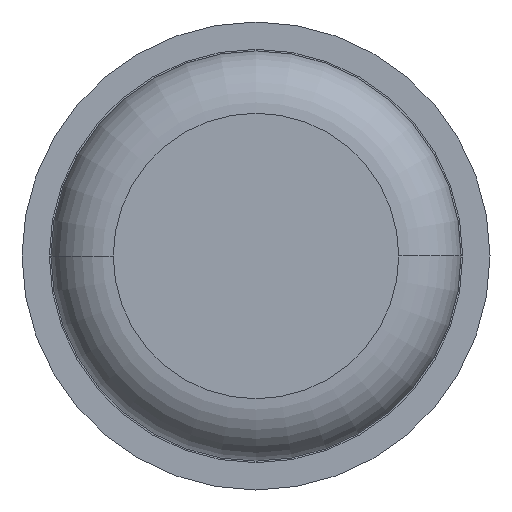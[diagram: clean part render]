
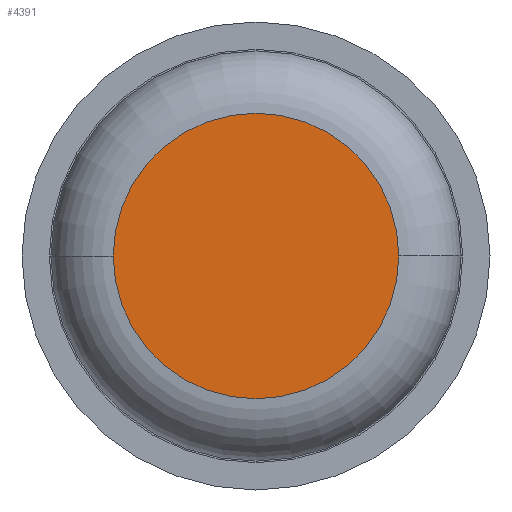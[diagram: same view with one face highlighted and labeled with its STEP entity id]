
A CAD part, front view. The second image highlights one B-rep face of the part: STEP entity #4391.
In plain terms, the highlighted planar face has unit normal (0, -1, 0).
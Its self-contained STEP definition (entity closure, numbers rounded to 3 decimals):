
#304 = CARTESIAN_POINT ( 'NONE',  ( 0.915, 0., 0. ) ) ;
#758 = DIRECTION ( 'NONE',  ( 0., -1., 0. ) ) ;
#916 = VERTEX_POINT ( 'NONE', #1334 ) ;
#1029 = CIRCLE ( 'NONE', #2757, 0.915 ) ;
#1090 = DIRECTION ( 'NONE',  ( -1., 0., 0. ) ) ;
#1124 = CARTESIAN_POINT ( 'NONE',  ( 0., 0., 0. ) ) ;
#1334 = CARTESIAN_POINT ( 'NONE',  ( -0.915, 0., 0. ) ) ;
#1814 = DIRECTION ( 'NONE',  ( 0., -1., 0. ) ) ;
#1931 = DIRECTION ( 'NONE',  ( -1., 0., 0. ) ) ;
#2099 = CIRCLE ( 'NONE', #3064, 0.915 ) ;
#2140 = EDGE_LOOP ( 'NONE', ( #3010, #3939 ) ) ;
#2191 = EDGE_CURVE ( 'Defeature ausgef�hrt1_6+Defeature ausgef�hrt1_7+Defeature ausgef�hrt1_7+Defeature ausgef�hrt1_7', #916, #4055, #2099, .T. ) ;
#2283 = CARTESIAN_POINT ( 'NONE',  ( 0., 0., 0. ) ) ;
#2757 = AXIS2_PLACEMENT_3D ( 'NONE', #3254, #1814, #4764 ) ;
#2889 = EDGE_CURVE ( 'Defeature ausgef�hrt1_6+Defeature ausgef�hrt1_7+Defeature ausgef�hrt1_7+Defeature ausgef�hrt1_7', #4055, #916, #1029, .T. ) ;
#3010 = ORIENTED_EDGE ( 'NONE', *, *, #2191, .T. ) ;
#3064 = AXIS2_PLACEMENT_3D ( 'NONE', #2283, #758, #1090 ) ;
#3254 = CARTESIAN_POINT ( 'NONE',  ( 0., 0., 0. ) ) ;
#3313 = FACE_OUTER_BOUND ( 'NONE', #2140, .T. ) ;
#3465 = AXIS2_PLACEMENT_3D ( 'NONE', #1124, #4099, #1931 ) ;
#3939 = ORIENTED_EDGE ( 'NONE', *, *, #2889, .T. ) ;
#4055 = VERTEX_POINT ( 'NONE', #304 ) ;
#4099 = DIRECTION ( 'NONE',  ( 0., 1., 0. ) ) ;
#4111 = PLANE ( 'NONE',  #3465 ) ;
#4391 = ADVANCED_FACE ( 'Defeature ausgef�hrt1_6', ( #3313 ), #4111, .F. ) ;
#4764 = DIRECTION ( 'NONE',  ( -1., 0., 0. ) ) ;
